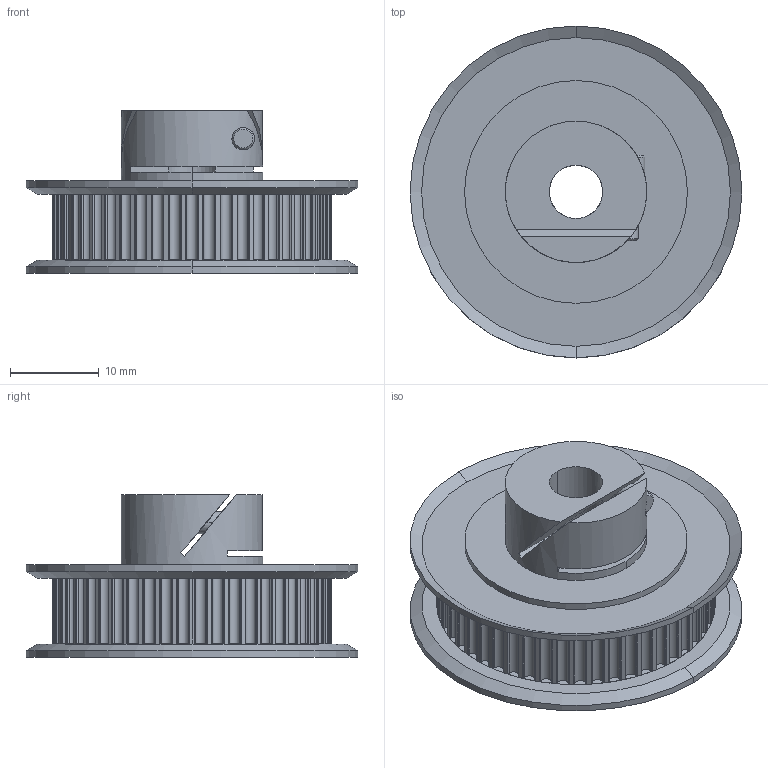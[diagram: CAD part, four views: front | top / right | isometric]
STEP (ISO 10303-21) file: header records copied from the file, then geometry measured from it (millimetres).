
FILE_DESCRIPTION((''),'2;1');
FILE_NAME('9','2023-10-20T',('SYSTEM'),(''),'PRO/ENGINEER BY PARAMETRIC TECHNOLOGY CORPORATION, 2016360','PRO/ENGINEER BY PARAMETRIC TECHNOLOGY CORPORATION, 2016360','');
FILE_SCHEMA(('AUTOMOTIVE_DESIGN { 1 0 10303 214 1 1 1 1 }'));
Length unit declared in the file: millimetre
Products named in the file (1): 9
Bounding box: 37.3 x 37.3 x 18.3 mm (x, y, z)
Volume: 8703.1 mm3; surface area: 5480.6 mm2
Topology: 1 solids, 1 shells, 413 faces, 1057 edges, 704 vertices
Faces by surface type: cylinder 274, plane 127, cone 12
Entity records: 13410 total; most frequent: CARTESIAN_POINT 2535, DIRECTION 2534, ORIENTED_EDGE 2114, AXIS2_PLACEMENT_3D 1080, EDGE_CURVE 1057, VERTEX_POINT 704, CIRCLE 667, EDGE_LOOP 477
